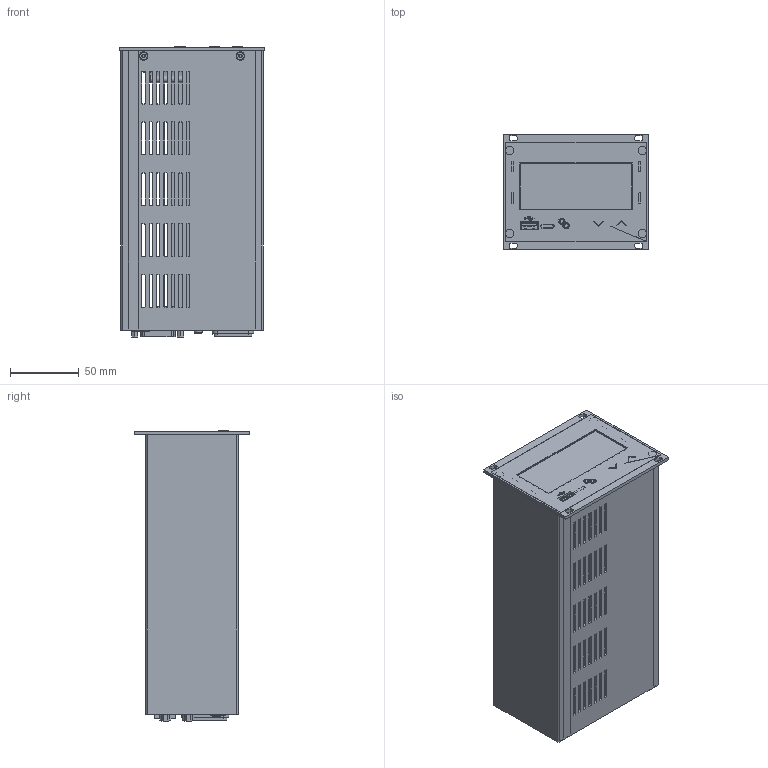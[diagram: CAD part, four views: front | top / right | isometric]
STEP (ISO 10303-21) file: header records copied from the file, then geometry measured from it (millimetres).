
FILE_DESCRIPTION(/* description */ (''),/* implementation_level */ '2;1');
FILE_NAME(/* name */ 'VGC_501.stp',/* time_stamp */ '2015-05-04T10:45:32+02:00',/* author */ ('bem'),/* organization */ (''),/* preprocessor_version */ 'ST-DEVELOPER v15.2',/* originating_system */ 'Autodesk Inventor 2014',/* authorisation */ '');
FILE_SCHEMA (('AUTOMOTIVE_DESIGN { 1 0 10303 214 3 1 1 }'));
Products named in the file (1): Bauteil9
Bounding box: 106.2 x 84 x 211.1 mm (x, y, z)
Volume: 7940 mm3; surface area: 224582.5 mm2
Topology: 9 solids, 10 shells, 3918 faces, 10898 edges, 7149 vertices
Faces by surface type: plane 2318, cylinder 1308, bspline 121, cone 90, torus 46, sphere 35
Full cylindrical faces by diameter (mm): 0.46 x16, 0.965 x15, 1.05 x2, 1.143 x15, 1.333 x30, 1.4 x5, 2.095 x30, 2.261 x4, 2.3 x1, 2.75 x2, 2.8 x4, 3 x3, 3.2 x1, 3.239 x2, 3.3 x5, 3.5 x1, 4 x2, 4.3 x1, 5.38 x1, 5.4 x1, 5.5 x12, 5.6 x1, 6 x12, 7.9 x1, 8 x1
Entity records: 131810 total; most frequent: CARTESIAN_POINT 26552, ORIENTED_EDGE 21208, DIRECTION 20700, EDGE_CURVE 10603, LINE 7342, VECTOR 7342, VERTEX_POINT 7122, AXIS2_PLACEMENT_3D 6679
